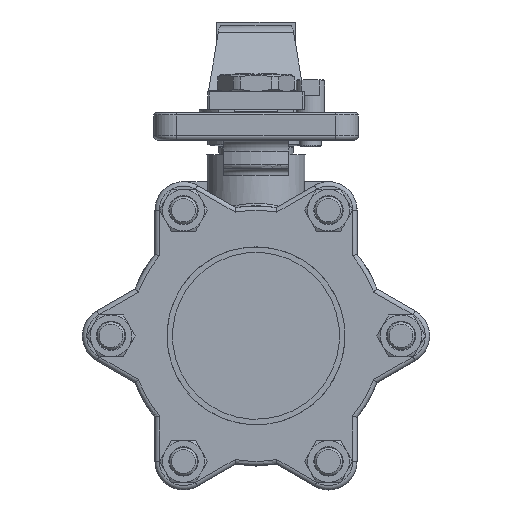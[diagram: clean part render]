
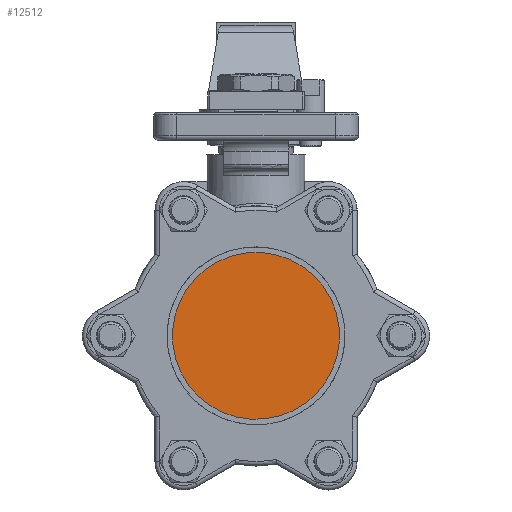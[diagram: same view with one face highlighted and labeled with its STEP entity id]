
A CAD part, front view. The second image highlights one B-rep face of the part: STEP entity #12512.
In plain terms, the highlighted face is planar.
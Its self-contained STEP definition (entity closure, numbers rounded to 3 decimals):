
#1567=CIRCLE('',#14126,38.);
#5052=ORIENTED_EDGE('',*,*,#6802,.F.);
#6802=EDGE_CURVE('',#7974,#7974,#1567,.T.);
#7974=VERTEX_POINT('',#22746);
#10400=EDGE_LOOP('',(#5052));
#11431=FACE_BOUND('',#10400,.T.);
#11734=PLANE('',#14127);
#12512=ADVANCED_FACE('',(#11431),#11734,.F.);
#14126=AXIS2_PLACEMENT_3D('',#22745,#17966,#17967);
#14127=AXIS2_PLACEMENT_3D('',#22747,#17968,#17969);
#17966=DIRECTION('',(0.,0.,1.));
#17967=DIRECTION('',(1.,0.,0.));
#17968=DIRECTION('',(0.,0.,1.));
#17969=DIRECTION('',(1.,0.,0.));
#22745=CARTESIAN_POINT('',(0.,0.,-2.462));
#22746=CARTESIAN_POINT('',(38.,0.,-2.462));
#22747=CARTESIAN_POINT('',(0.,0.,-2.462));
